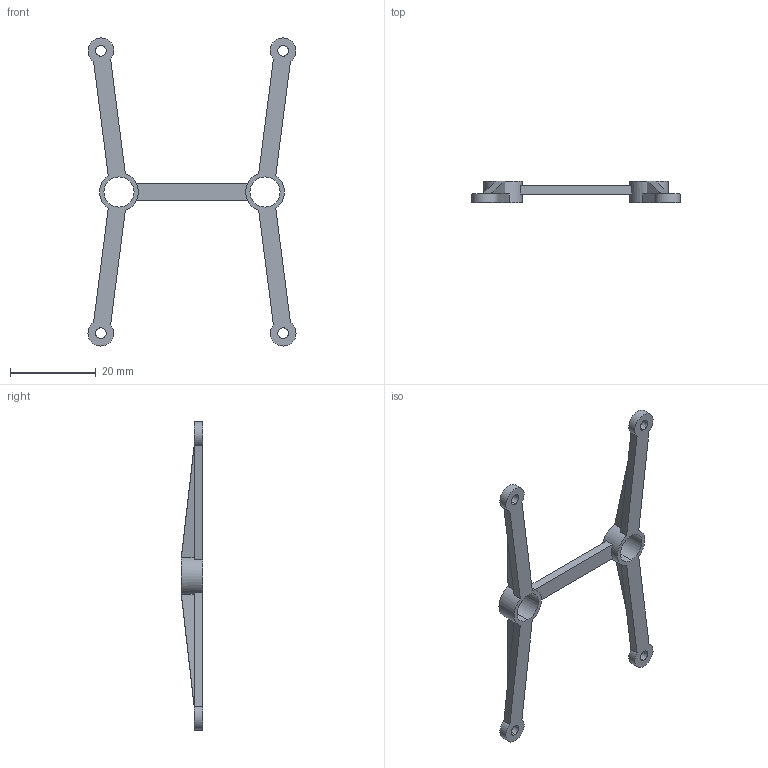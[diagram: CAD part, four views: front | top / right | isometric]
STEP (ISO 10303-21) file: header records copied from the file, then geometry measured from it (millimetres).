
FILE_DESCRIPTION (( 'STEP AP203' ), '1' );
FILE_NAME ('摒菁狟脯笢陑V2.STEP', '2024-07-14T07:30:30', ( '' ), ( '' ), 'SwSTEP 2.0', 'SolidWorks 2022', '' );
FILE_SCHEMA (( 'CONFIG_CONTROL_DESIGN' ));
Length unit declared in the file: millimetre
Products named in the file (1): 摒菁狟脯笢陑V2
Bounding box: 48.42 x 5 x 71.74 mm (x, y, z)
Volume: 1781.4 mm3; surface area: 2775.1 mm2
Topology: 1 solids, 1 shells, 54 faces, 150 edges, 100 vertices
Faces by surface type: plane 32, cylinder 22
Entity records: 1851 total; most frequent: CARTESIAN_POINT 329, DIRECTION 308, ORIENTED_EDGE 300, EDGE_CURVE 150, AXIS2_PLACEMENT_3D 111, VERTEX_POINT 100, VECTOR 86, LINE 86
